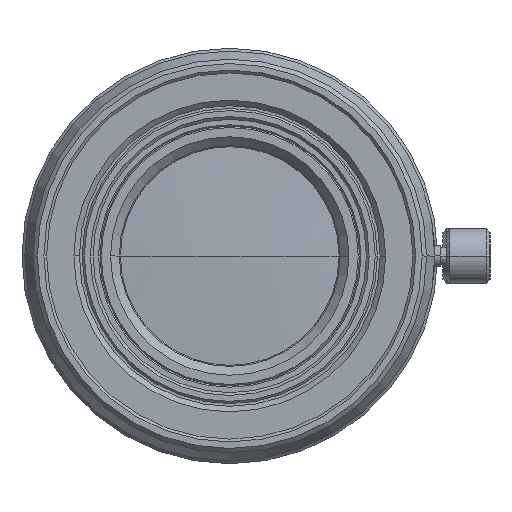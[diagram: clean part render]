
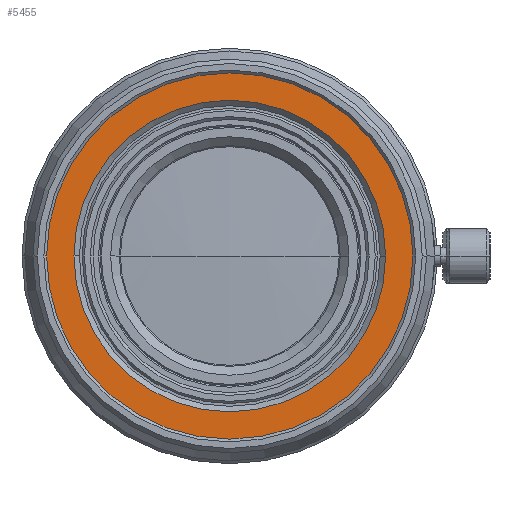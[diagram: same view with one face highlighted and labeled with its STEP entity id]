
A CAD part, left-side view. The second image highlights one B-rep face of the part: STEP entity #5455.
In plain terms, the highlighted planar face has unit normal (-1, 0, 0).
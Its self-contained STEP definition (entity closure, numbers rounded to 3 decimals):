
#539 = DIRECTION ( 'NONE',  ( -1., 0., 0. ) ) ;
#861 = FACE_OUTER_BOUND ( 'NONE', #5618, .T. ) ;
#1018 = AXIS2_PLACEMENT_3D ( 'NONE', #6285, #6834, #3463 ) ;
#1412 = DIRECTION ( 'NONE',  ( -1., 0., 0. ) ) ;
#1497 = VERTEX_POINT ( 'NONE', #2923 ) ;
#1714 = DIRECTION ( 'NONE',  ( -1., 0., 0. ) ) ;
#2109 = VERTEX_POINT ( 'NONE', #2750 ) ;
#2309 = ORIENTED_EDGE ( 'NONE', *, *, #5298, .T. ) ;
#2550 = VERTEX_POINT ( 'NONE', #6810 ) ;
#2750 = CARTESIAN_POINT ( 'NONE',  ( 2.232, -17., 0. ) ) ;
#2876 = CIRCLE ( 'NONE', #4403, 14.25 ) ;
#2923 = CARTESIAN_POINT ( 'NONE',  ( 2.232, 14.25, 0. ) ) ;
#2985 = CARTESIAN_POINT ( 'NONE',  ( 2.232, 0., 0. ) ) ;
#3024 = AXIS2_PLACEMENT_3D ( 'NONE', #3898, #539, #4463 ) ;
#3025 = CIRCLE ( 'NONE', #3990, 17. ) ;
#3099 = ORIENTED_EDGE ( 'NONE', *, *, #3241, .F. ) ;
#3241 = EDGE_CURVE ( 'NONE', #5114, #1497, #2876, .T. ) ;
#3463 = DIRECTION ( 'NONE',  ( 0., 1., 0. ) ) ;
#3532 = EDGE_CURVE ( 'NONE', #1497, #5114, #4051, .T. ) ;
#3553 = DIRECTION ( 'NONE',  ( 0., -1., 0. ) ) ;
#3898 = CARTESIAN_POINT ( 'NONE',  ( 2.232, 0., 0. ) ) ;
#3990 = AXIS2_PLACEMENT_3D ( 'NONE', #2985, #6915, #3553 ) ;
#4051 = CIRCLE ( 'NONE', #5022, 14.25 ) ;
#4403 = AXIS2_PLACEMENT_3D ( 'NONE', #5078, #1714, #5654 ) ;
#4463 = DIRECTION ( 'NONE',  ( 0., -1., 0. ) ) ;
#4584 = PLANE ( 'NONE',  #1018 ) ;
#4664 = ORIENTED_EDGE ( 'NONE', *, *, #6225, .T. ) ;
#4782 = CARTESIAN_POINT ( 'NONE',  ( 2.232, 0., 0. ) ) ;
#5022 = AXIS2_PLACEMENT_3D ( 'NONE', #4782, #1412, #5341 ) ;
#5078 = CARTESIAN_POINT ( 'NONE',  ( 2.232, 0., 0. ) ) ;
#5085 = CIRCLE ( 'NONE', #3024, 17. ) ;
#5114 = VERTEX_POINT ( 'NONE', #5652 ) ;
#5298 = EDGE_CURVE ( 'NONE', #2109, #2550, #5085, .T. ) ;
#5341 = DIRECTION ( 'NONE',  ( 0., -1., 0. ) ) ;
#5455 = ADVANCED_FACE ( 'NONE', ( #6827, #861 ), #4584, .F. ) ;
#5618 = EDGE_LOOP ( 'NONE', ( #2309, #4664 ) ) ;
#5652 = CARTESIAN_POINT ( 'NONE',  ( 2.232, -14.25, 0. ) ) ;
#5654 = DIRECTION ( 'NONE',  ( 0., -1., 0. ) ) ;
#5936 = EDGE_LOOP ( 'NONE', ( #3099, #7191 ) ) ;
#6225 = EDGE_CURVE ( 'NONE', #2550, #2109, #3025, .T. ) ;
#6285 = CARTESIAN_POINT ( 'NONE',  ( 2.232, 14.25, 0. ) ) ;
#6810 = CARTESIAN_POINT ( 'NONE',  ( 2.232, 17., 0. ) ) ;
#6827 = FACE_BOUND ( 'NONE', #5936, .T. ) ;
#6834 = DIRECTION ( 'NONE',  ( 1., 0., 0. ) ) ;
#6915 = DIRECTION ( 'NONE',  ( -1., 0., 0. ) ) ;
#7191 = ORIENTED_EDGE ( 'NONE', *, *, #3532, .F. ) ;
